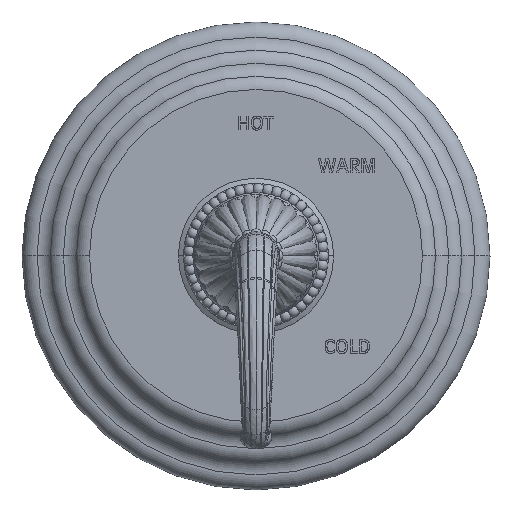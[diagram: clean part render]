
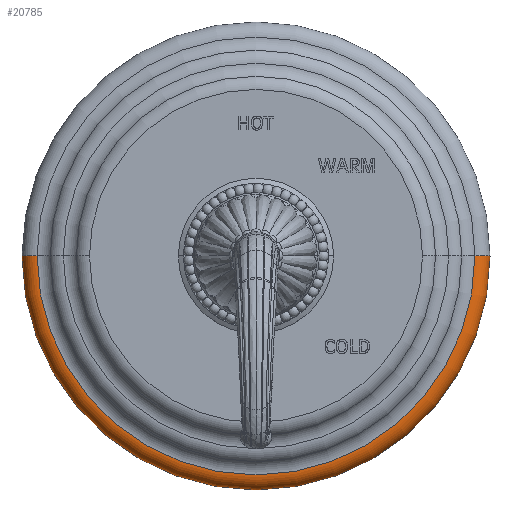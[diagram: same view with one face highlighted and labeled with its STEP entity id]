
A CAD part, top view. The second image highlights one B-rep face of the part: STEP entity #20785.
In plain terms, the highlighted toroidal (fillet/blend) face has major radius 92.075 mm and minor radius 6.35 mm.
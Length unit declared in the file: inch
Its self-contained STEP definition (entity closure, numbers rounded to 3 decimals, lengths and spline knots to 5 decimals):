
#2=CARTESIAN_POINT('',(0.,0.,0.));
#3=DIRECTION('',(0.,0.,-1.));
#4=DIRECTION('',(1.,0.,0.));
#5=AXIS2_PLACEMENT_3D('',#2,#3,#4);
#12=CARTESIAN_POINT('',(3.625,0.,0.));
#13=DIRECTION('',(0.,-1.,0.));
#14=DIRECTION('',(1.,0.,0.));
#15=AXIS2_PLACEMENT_3D('',#12,#13,#14);
#17=CARTESIAN_POINT('',(-3.625,0.,0.));
#18=DIRECTION('',(0.,1.,0.));
#19=DIRECTION('',(-1.,0.,0.));
#20=AXIS2_PLACEMENT_3D('',#17,#18,#19);
#37=CARTESIAN_POINT('',(0.,0.,0.25));
#38=DIRECTION('',(0.,0.,-1.));
#39=DIRECTION('',(1.,0.,0.));
#40=AXIS2_PLACEMENT_3D('',#37,#38,#39);
#19183=CARTESIAN_POINT('',(3.625,0.,0.25));
#19185=VERTEX_POINT('',#19183);
#19193=CARTESIAN_POINT('',(-3.625,0.,0.25));
#19195=VERTEX_POINT('',#19193);
#19767=CARTESIAN_POINT('',(3.875,0.,0.));
#19768=CARTESIAN_POINT('',(-3.875,0.,0.));
#19769=VERTEX_POINT('',#19767);
#19770=VERTEX_POINT('',#19768);
#20770=CARTESIAN_POINT('',(0.,0.,0.));
#20771=DIRECTION('',(0.,0.,-1.));
#20772=DIRECTION('',(-1.,0.,0.));
#20773=AXIS2_PLACEMENT_3D('',#20770,#20771,#20772);
#20774=TOROIDAL_SURFACE('',#20773,3.625,0.25);
#20776=ORIENTED_EDGE('',*,*,#20775,.T.);
#20778=ORIENTED_EDGE('',*,*,#20777,.T.);
#20780=ORIENTED_EDGE('',*,*,#20779,.F.);
#20782=ORIENTED_EDGE('',*,*,#20781,.F.);
#20783=EDGE_LOOP('',(#20776,#20778,#20780,#20782));
#20784=FACE_OUTER_BOUND('',#20783,.F.);
#20785=ADVANCED_FACE('',(#20784),#20774,.T.);
#6=CIRCLE('',#5,3.875);
#16=CIRCLE('',#15,0.25);
#21=CIRCLE('',#20,0.25);
#41=CIRCLE('',#40,3.625);
#20775=EDGE_CURVE('',#19769,#19770,#6,.T.);
#20777=EDGE_CURVE('',#19770,#19195,#21,.T.);
#20779=EDGE_CURVE('',#19185,#19195,#41,.T.);
#20781=EDGE_CURVE('',#19769,#19185,#16,.T.);
